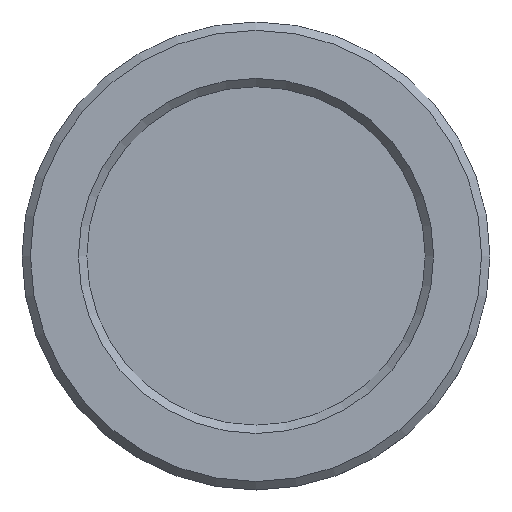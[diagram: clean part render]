
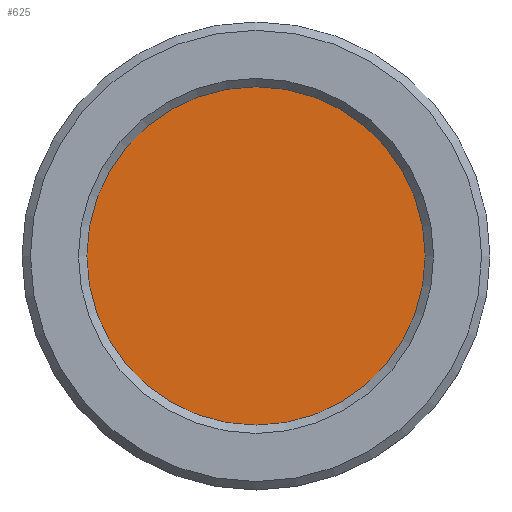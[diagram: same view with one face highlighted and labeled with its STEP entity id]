
A CAD part, top view. The second image highlights one B-rep face of the part: STEP entity #625.
In plain terms, the highlighted planar face has unit normal (0, 0, 1).
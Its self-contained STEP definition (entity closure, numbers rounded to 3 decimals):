
#262=ORIENTED_EDGE('',*,*,#350,.T.);
#350=EDGE_CURVE('',#407,#407,#450,.F.);
#407=VERTEX_POINT('',#1119);
#450=CIRCLE('',#726,20.25);
#499=EDGE_LOOP('',(#262));
#558=FACE_BOUND('',#499,.T.);
#589=PLANE('',#725);
#625=ADVANCED_FACE('',(#558),#589,.F.);
#725=AXIS2_PLACEMENT_3D('',#1117,#924,#925);
#726=AXIS2_PLACEMENT_3D('',#1118,#926,#927);
#924=DIRECTION('',(0.,0.,-1.));
#925=DIRECTION('',(-1.,0.,0.));
#926=DIRECTION('',(0.,0.,-1.));
#927=DIRECTION('',(-1.,0.,0.));
#1117=CARTESIAN_POINT('',(0.,0.,3.));
#1118=CARTESIAN_POINT('',(0.,0.,3.));
#1119=CARTESIAN_POINT('',(-20.25,0.,3.));
